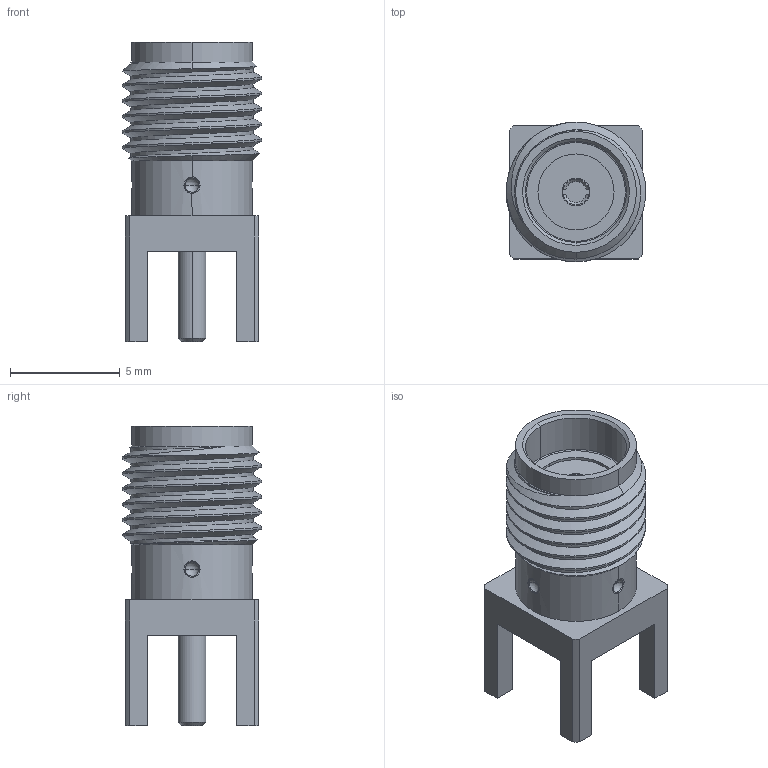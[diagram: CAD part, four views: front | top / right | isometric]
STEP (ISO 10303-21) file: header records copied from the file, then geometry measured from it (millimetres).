
FILE_DESCRIPTION(('FreeCAD Model'),'2;1');
FILE_NAME('Open CASCADE Shape Model','2022-06-20T17:32:07',( 'kicad StepUp'),('ksu MCAD'),'Open CASCADE STEP processor 7.5', 'FreeCAD','Unknown');
FILE_SCHEMA(('AUTOMOTIVE_DESIGN { 1 0 10303 214 1 1 1 1 }'));
Length unit declared in the file: millimetre
Products named in the file (6): 73391-0065; 73391-0060; 73391-0061; 73391-0062; 73391-0063; 73391-0064
Assembly tree (5 placements, depth 2):
  73391-0065
    73391-0060
    73391-0061
    73391-0062
    73391-0063
    73391-0064
Bounding box: 6.35 x 6.35 x 13.63 mm (x, y, z)
Volume: 245.7 mm3; surface area: 558.5 mm2
Topology: 5 solids, 5 shells, 114 faces, 275 edges, 179 vertices
Faces by surface type: cylinder 44, plane 36, cone 13, bspline 11, sphere 8, torus 2
Entity records: 5288 total; most frequent: CARTESIAN_POINT 2586, ORIENTED_EDGE 550, DIRECTION 520, EDGE_CURVE 275, AXIS2_PLACEMENT_3D 202, VERTEX_POINT 179, FACE_BOUND 124, EDGE_LOOP 124
